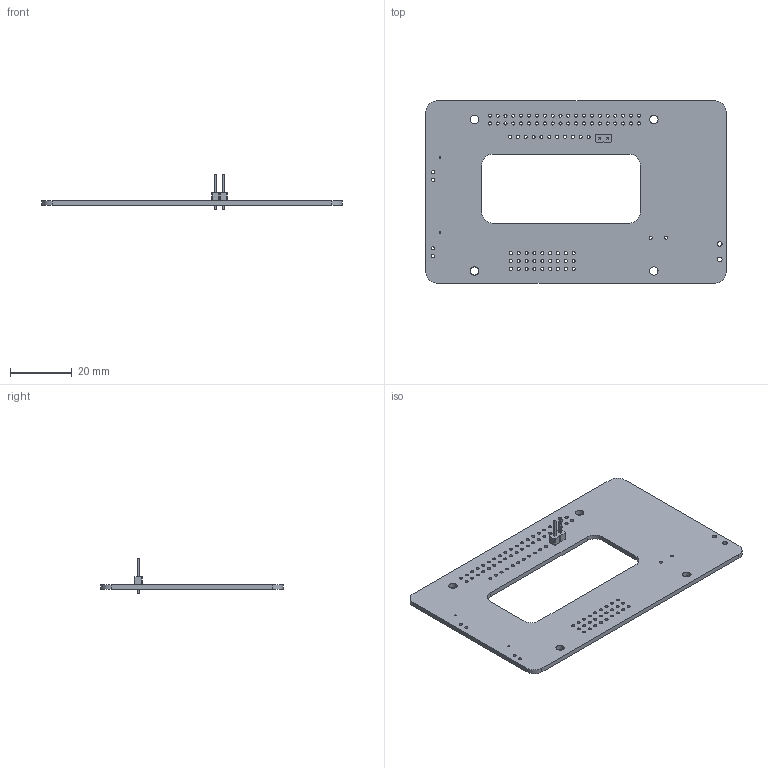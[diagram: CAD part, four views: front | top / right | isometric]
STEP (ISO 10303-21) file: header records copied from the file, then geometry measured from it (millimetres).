
FILE_DESCRIPTION(('KiCad electronic assembly'),'2;1');
FILE_NAME('placa-edu-uno.step','2025-10-27T16:51:34',('Pcbnew'),('Kicad' ),'Open CASCADE STEP processor 7.9','KiCad to STEP converter', 'Unknown');
FILE_SCHEMA(('AUTOMOTIVE_DESIGN { 1 0 10303 214 1 1 1 1 }'));
Length unit declared in the file: millimetre
Products named in the file (3): placa-edu-uno 1; PinHeader_1x02_P2.54mm_Vertical; placa-edu-uno_PCB
Assembly tree (2 placements, depth 2):
  placa-edu-uno 1
    PinHeader_1x02_P2.54mm_Vertical
    placa-edu-uno_PCB
Bounding box: 97.08 x 58.95 x 11.54 mm (x, y, z)
Volume: 6813.9 mm3; surface area: 10234.7 mm2
Topology: 2 solids, 2 shells, 164 faces, 452 edges, 296 vertices
Faces by surface type: cylinder 102, plane 62
Full cylindrical faces by diameter (mm): 0.5 x2, 1 x86, 1.5 x2, 2.7 x4
Entity records: 6092 total; most frequent: DIRECTION 990, CARTESIAN_POINT 915, ORIENTED_EDGE 904, EDGE_CURVE 452, AXIS2_PLACEMENT_3D 371, FACE_BOUND 358, EDGE_LOOP 358, VERTEX_POINT 296
